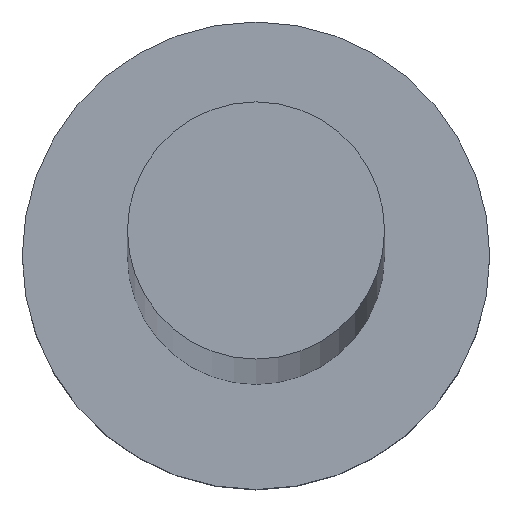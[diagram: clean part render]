
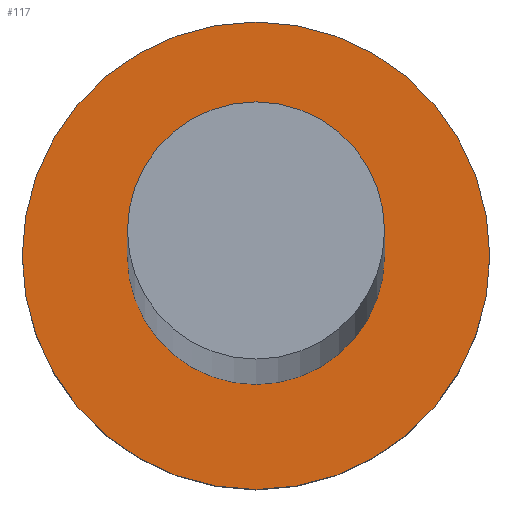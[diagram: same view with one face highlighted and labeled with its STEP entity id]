
A CAD part, top view. The second image highlights one B-rep face of the part: STEP entity #117.
In plain terms, the highlighted planar face has unit normal (0, 0, 1).
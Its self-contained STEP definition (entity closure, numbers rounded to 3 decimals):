
#6 = AXIS2_PLACEMENT_3D ( 'NONE', #31, #113, #89 ) ;
#8 = DIRECTION ( 'NONE',  ( 0., 0., 1. ) ) ;
#20 = DIRECTION ( 'NONE',  ( 1., 0., 0. ) ) ;
#26 = CARTESIAN_POINT ( 'NONE',  ( 0., 0., 5. ) ) ;
#28 = ORIENTED_EDGE ( 'NONE', *, *, #231, .T. ) ;
#31 = CARTESIAN_POINT ( 'NONE',  ( 0., 0., 5. ) ) ;
#37 = EDGE_CURVE ( 'NONE', #235, #201, #55, .T. ) ;
#42 = DIRECTION ( 'NONE',  ( 0., 0., 1. ) ) ;
#43 = ORIENTED_EDGE ( 'NONE', *, *, #108, .F. ) ;
#55 = CIRCLE ( 'NONE', #88, 2.75 ) ;
#61 = AXIS2_PLACEMENT_3D ( 'NONE', #26, #86, #236 ) ;
#77 = DIRECTION ( 'NONE',  ( 0., 0., 1. ) ) ;
#86 = DIRECTION ( 'NONE',  ( 0., 0., 1. ) ) ;
#88 = AXIS2_PLACEMENT_3D ( 'NONE', #220, #8, #162 ) ;
#89 = DIRECTION ( 'NONE',  ( 1., 0., 0. ) ) ;
#94 = PLANE ( 'NONE',  #228 ) ;
#107 = CIRCLE ( 'NONE', #61, 5. ) ;
#108 = EDGE_CURVE ( 'NONE', #201, #235, #175, .T. ) ;
#111 = CIRCLE ( 'NONE', #6, 5. ) ;
#113 = DIRECTION ( 'NONE',  ( 0., 0., 1. ) ) ;
#117 = ADVANCED_FACE ( 'NONE', ( #187, #145 ), #94, .T. ) ;
#118 = ORIENTED_EDGE ( 'NONE', *, *, #37, .F. ) ;
#120 = EDGE_LOOP ( 'NONE', ( #209, #28 ) ) ;
#137 = AXIS2_PLACEMENT_3D ( 'NONE', #242, #42, #20 ) ;
#138 = CARTESIAN_POINT ( 'NONE',  ( 0., 0., 5. ) ) ;
#145 = FACE_OUTER_BOUND ( 'NONE', #120, .T. ) ;
#157 = DIRECTION ( 'NONE',  ( 1., 0., 0. ) ) ;
#162 = DIRECTION ( 'NONE',  ( 1., 0., 0. ) ) ;
#170 = VERTEX_POINT ( 'NONE', #233 ) ;
#173 = VERTEX_POINT ( 'NONE', #195 ) ;
#174 = CARTESIAN_POINT ( 'NONE',  ( -2.75, 0., 5. ) ) ;
#175 = CIRCLE ( 'NONE', #137, 2.75 ) ;
#187 = FACE_BOUND ( 'NONE', #232, .T. ) ;
#195 = CARTESIAN_POINT ( 'NONE',  ( 5., 0., 5. ) ) ;
#199 = EDGE_CURVE ( 'NONE', #170, #173, #107, .T. ) ;
#201 = VERTEX_POINT ( 'NONE', #254 ) ;
#209 = ORIENTED_EDGE ( 'NONE', *, *, #199, .T. ) ;
#220 = CARTESIAN_POINT ( 'NONE',  ( 0., 0., 5. ) ) ;
#228 = AXIS2_PLACEMENT_3D ( 'NONE', #138, #77, #157 ) ;
#231 = EDGE_CURVE ( 'NONE', #173, #170, #111, .T. ) ;
#232 = EDGE_LOOP ( 'NONE', ( #118, #43 ) ) ;
#233 = CARTESIAN_POINT ( 'NONE',  ( -5., 0., 5. ) ) ;
#235 = VERTEX_POINT ( 'NONE', #174 ) ;
#236 = DIRECTION ( 'NONE',  ( 1., 0., 0. ) ) ;
#242 = CARTESIAN_POINT ( 'NONE',  ( 0., 0., 5. ) ) ;
#254 = CARTESIAN_POINT ( 'NONE',  ( 2.75, 0., 5. ) ) ;
